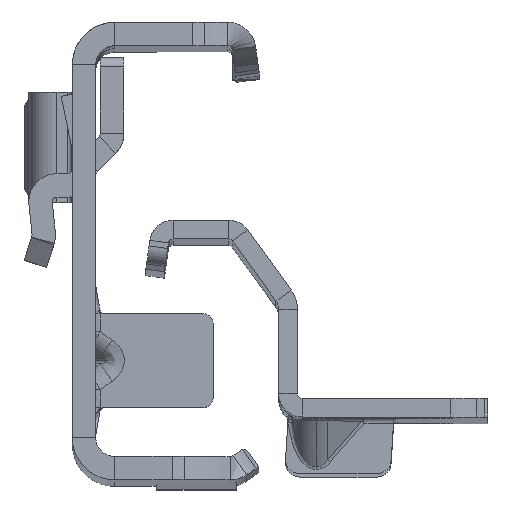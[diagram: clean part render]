
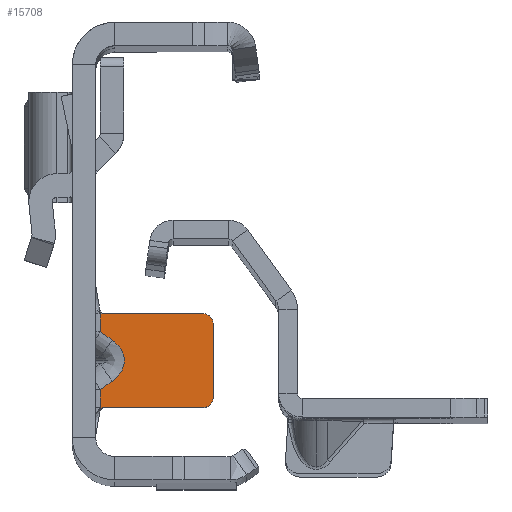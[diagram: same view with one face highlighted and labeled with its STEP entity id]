
A CAD part, top view. The second image highlights one B-rep face of the part: STEP entity #15708.
In plain terms, the highlighted planar face has unit normal (0, 0, 1).
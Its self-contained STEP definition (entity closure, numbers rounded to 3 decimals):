
#414 = DIRECTION ( 'NONE',  ( 0., 1., 0. ) ) ;
#450 = CARTESIAN_POINT ( 'NONE',  ( 12.5, -14.6, -391.5 ) ) ;
#501 = VERTEX_POINT ( 'NONE', #5478 ) ;
#586 = AXIS2_PLACEMENT_3D ( 'NONE', #8139, #6795, #5242 ) ;
#913 = DIRECTION ( 'NONE',  ( -0.816, 0.577, 0. ) ) ;
#950 = VERTEX_POINT ( 'NONE', #3298 ) ;
#981 = VERTEX_POINT ( 'NONE', #1759 ) ;
#1582 = AXIS2_PLACEMENT_3D ( 'NONE', #17599, #10548, #414 ) ;
#1759 = CARTESIAN_POINT ( 'NONE',  ( 1.757, -8.408, -391.5 ) ) ;
#2439 = CARTESIAN_POINT ( 'NONE',  ( 1.367, -8.131, -391.5 ) ) ;
#2577 = EDGE_CURVE ( 'NONE', #501, #950, #18589, .T. ) ;
#2584 = DIRECTION ( 'NONE',  ( 0., 1., 0. ) ) ;
#3138 = DIRECTION ( 'NONE',  ( 1., 0., 0. ) ) ;
#3149 = CARTESIAN_POINT ( 'NONE',  ( 0.5, 22.3, -391.5 ) ) ;
#3253 = CARTESIAN_POINT ( 'NONE',  ( 3.573, -11.508, -391.5 ) ) ;
#3298 = CARTESIAN_POINT ( 'NONE',  ( 0.5, -5.6, -391.5 ) ) ;
#3330 = LINE ( 'NONE', #4862, #13884 ) ;
#3363 = VERTEX_POINT ( 'NONE', #17711 ) ;
#3391 = EDGE_CURVE ( 'NONE', #16371, #6441, #17152, .T. ) ;
#3432 = VECTOR ( 'NONE', #8886, 1000. ) ;
#3692 = CARTESIAN_POINT ( 'NONE',  ( 11.5, -5.6, -391.5 ) ) ;
#3739 = VECTOR ( 'NONE', #7589, 1000. ) ;
#4069 = VERTEX_POINT ( 'NONE', #5316 ) ;
#4082 = CARTESIAN_POINT ( 'NONE',  ( -1.826, -5.6, -391.5 ) ) ;
#4212 = LINE ( 'NONE', #18808, #3432 ) ;
#4257 = VECTOR ( 'NONE', #10504, 1000. ) ;
#4322 = CARTESIAN_POINT ( 'NONE',  ( 1.757, -12.792, -391.5 ) ) ;
#4539 = CARTESIAN_POINT ( 'NONE',  ( 11.5, -6.6, -391.5 ) ) ;
#4862 = CARTESIAN_POINT ( 'NONE',  ( -1.826, -15.6, -391.5 ) ) ;
#5179 = EDGE_LOOP ( 'NONE', ( #6899, #10463, #8033, #11177, #13394, #11316, #17586, #16585, #7253, #15509, #7458, #10726 ) ) ;
#5242 = DIRECTION ( 'NONE',  ( 0., 1., 0. ) ) ;
#5314 = LINE ( 'NONE', #2439, #11063 ) ;
#5316 = CARTESIAN_POINT ( 'NONE',  ( 0.5, -15.6, -391.5 ) ) ;
#5355 = LINE ( 'NONE', #18521, #7524 ) ;
#5478 = CARTESIAN_POINT ( 'NONE',  ( 0.708, -5.6, -391.5 ) ) ;
#5521 = VECTOR ( 'NONE', #9910, 1000. ) ;
#5792 = CIRCLE ( 'NONE', #586, 1. ) ;
#5963 = EDGE_CURVE ( 'NONE', #3363, #950, #16219, .T. ) ;
#6016 = EDGE_CURVE ( 'NONE', #12929, #9174, #5792, .T. ) ;
#6441 = VERTEX_POINT ( 'NONE', #3692 ) ;
#6795 = DIRECTION ( 'NONE',  ( 0., 0., 1. ) ) ;
#6899 = ORIENTED_EDGE ( 'NONE', *, *, #17604, .F. ) ;
#6918 = VERTEX_POINT ( 'NONE', #18178 ) ;
#6934 = DIRECTION ( 'NONE',  ( 1., 0., 0. ) ) ;
#7253 = ORIENTED_EDGE ( 'NONE', *, *, #3391, .T. ) ;
#7458 = ORIENTED_EDGE ( 'NONE', *, *, #2577, .T. ) ;
#7524 = VECTOR ( 'NONE', #2584, 1000. ) ;
#7589 = DIRECTION ( 'NONE',  ( 0.816, 0.577, 0. ) ) ;
#7716 = DIRECTION ( 'NONE',  ( 0., 0., 1. ) ) ;
#7766 = CARTESIAN_POINT ( 'NONE',  ( 3.573, -9.692, -391.5 ) ) ;
#7910 = EDGE_CURVE ( 'NONE', #9174, #16371, #5355, .T. ) ;
#8033 = ORIENTED_EDGE ( 'NONE', *, *, #14700, .F. ) ;
#8139 = CARTESIAN_POINT ( 'NONE',  ( 11.5, -14.6, -391.5 ) ) ;
#8828 = EDGE_CURVE ( 'NONE', #14627, #981, #16869, .T. ) ;
#8886 = DIRECTION ( 'NONE',  ( 0., 1., 0. ) ) ;
#9174 = VERTEX_POINT ( 'NONE', #450 ) ;
#9910 = DIRECTION ( 'NONE',  ( -1., 0., 0. ) ) ;
#10463 = ORIENTED_EDGE ( 'NONE', *, *, #8828, .F. ) ;
#10476 = CARTESIAN_POINT ( 'NONE',  ( 0.5, -13.681, -391.5 ) ) ;
#10504 = DIRECTION ( 'NONE',  ( 0., 1., 0. ) ) ;
#10548 = DIRECTION ( 'NONE',  ( 0., 0., -1. ) ) ;
#10726 = ORIENTED_EDGE ( 'NONE', *, *, #5963, .F. ) ;
#11063 = VECTOR ( 'NONE', #913, 1000. ) ;
#11177 = ORIENTED_EDGE ( 'NONE', *, *, #14868, .F. ) ;
#11316 = ORIENTED_EDGE ( 'NONE', *, *, #14072, .T. ) ;
#11685 = VECTOR ( 'NONE', #6934, 1000. ) ;
#11785 = PLANE ( 'NONE',  #1582 ) ;
#11986 = FACE_OUTER_BOUND ( 'NONE', #5179, .T. ) ;
#12299 = EDGE_CURVE ( 'NONE', #4069, #6918, #16932, .T. ) ;
#12734 = CARTESIAN_POINT ( 'NONE',  ( -1.826, -15.6, -391.5 ) ) ;
#12929 = VERTEX_POINT ( 'NONE', #16176 ) ;
#13394 = ORIENTED_EDGE ( 'NONE', *, *, #12299, .T. ) ;
#13472 = CARTESIAN_POINT ( 'NONE',  ( 2.624, -12.179, -391.5 ) ) ;
#13499 = AXIS2_PLACEMENT_3D ( 'NONE', #4539, #7716, #15751 ) ;
#13855 = CARTESIAN_POINT ( 'NONE',  ( 1.757, -12.792, -391.5 ) ) ;
#13884 = VECTOR ( 'NONE', #3138, 1000. ) ;
#13960 = LINE ( 'NONE', #18529, #18669 ) ;
#14072 = EDGE_CURVE ( 'NONE', #6918, #12929, #3330, .T. ) ;
#14319 = CARTESIAN_POINT ( 'NONE',  ( 12.5, -6.6, -391.5 ) ) ;
#14627 = VERTEX_POINT ( 'NONE', #4322 ) ;
#14700 = EDGE_CURVE ( 'NONE', #15379, #14627, #18046, .T. ) ;
#14868 = EDGE_CURVE ( 'NONE', #4069, #15379, #4212, .T. ) ;
#15379 = VERTEX_POINT ( 'NONE', #10476 ) ;
#15509 = ORIENTED_EDGE ( 'NONE', *, *, #17285, .T. ) ;
#15708 = ADVANCED_FACE ( 'NONE', ( #11986 ), #11785, .F. ) ;
#15751 = DIRECTION ( 'NONE',  ( 0., -1., 0. ) ) ;
#16176 = CARTESIAN_POINT ( 'NONE',  ( 11.5, -15.6, -391.5 ) ) ;
#16219 = LINE ( 'NONE', #3149, #4257 ) ;
#16371 = VERTEX_POINT ( 'NONE', #14319 ) ;
#16424 = CARTESIAN_POINT ( 'NONE',  ( 1.757, -8.408, -391.5 ) ) ;
#16585 = ORIENTED_EDGE ( 'NONE', *, *, #7910, .T. ) ;
#16869 =( BOUNDED_CURVE ( )  B_SPLINE_CURVE ( 3, ( #13855, #3253, #7766, #16424 ),
 .UNSPECIFIED., .F., .F. ) 
 B_SPLINE_CURVE_WITH_KNOTS ( ( 4, 4 ),
 ( 2.356, 3.927 ),
 .UNSPECIFIED. ) 
 CURVE ( )  GEOMETRIC_REPRESENTATION_ITEM ( )  RATIONAL_B_SPLINE_CURVE ( ( 1., 0.805, 0.805, 1. ) ) 
 REPRESENTATION_ITEM ( '' )  );
#16932 = LINE ( 'NONE', #12734, #11685 ) ;
#17152 = CIRCLE ( 'NONE', #13499, 1. ) ;
#17285 = EDGE_CURVE ( 'NONE', #6441, #501, #13960, .T. ) ;
#17586 = ORIENTED_EDGE ( 'NONE', *, *, #6016, .T. ) ;
#17599 = CARTESIAN_POINT ( 'NONE',  ( -7.326, 22.3, -391.5 ) ) ;
#17604 = EDGE_CURVE ( 'NONE', #981, #3363, #5314, .T. ) ;
#17711 = CARTESIAN_POINT ( 'NONE',  ( 0.5, -7.519, -391.5 ) ) ;
#18046 = LINE ( 'NONE', #13472, #3739 ) ;
#18178 = CARTESIAN_POINT ( 'NONE',  ( 0.708, -15.6, -391.5 ) ) ;
#18328 = DIRECTION ( 'NONE',  ( -1., 0., 0. ) ) ;
#18521 = CARTESIAN_POINT ( 'NONE',  ( 12.5, -6.6, -391.5 ) ) ;
#18529 = CARTESIAN_POINT ( 'NONE',  ( -1.826, -5.6, -391.5 ) ) ;
#18589 = LINE ( 'NONE', #4082, #5521 ) ;
#18669 = VECTOR ( 'NONE', #18328, 1000. ) ;
#18808 = CARTESIAN_POINT ( 'NONE',  ( 0.5, 22.3, -391.5 ) ) ;
